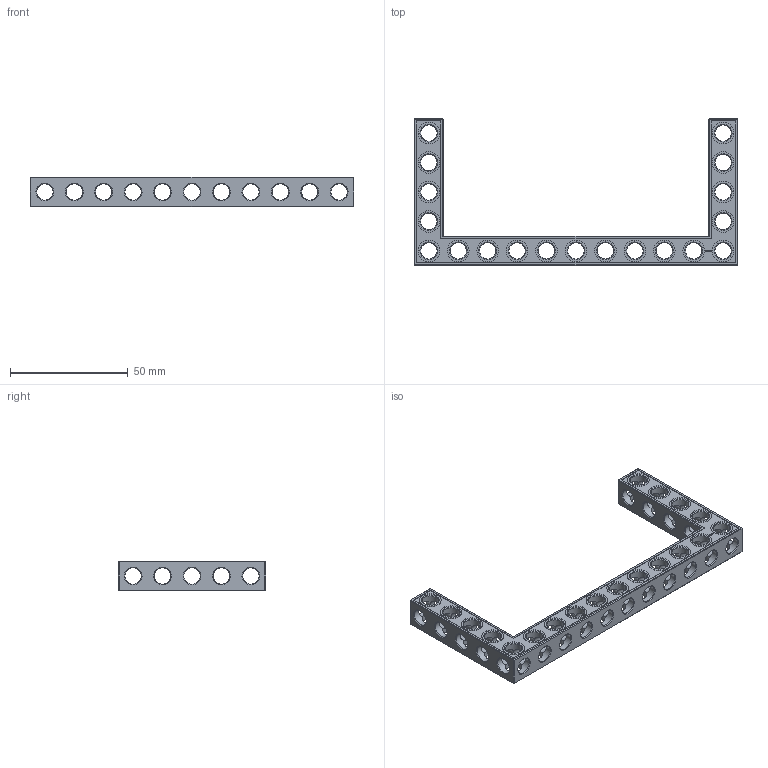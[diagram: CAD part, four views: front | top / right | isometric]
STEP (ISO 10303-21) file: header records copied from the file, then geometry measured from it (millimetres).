
FILE_DESCRIPTION(('FreeCAD Model'),'2;1');
FILE_NAME('Open CASCADE Shape Model','2022-02-26T14:57:02',('Author'),( ''),'Open CASCADE STEP processor 7.5','FreeCAD','Unknown');
FILE_SCHEMA(('AUTOMOTIVE_DESIGN { 1 0 10303 214 1 1 1 1 }'));
Products named in the file (1): Beam AGD ESS USH SYM BU11x05x01 - SPN-BEM-0464 (stemfie.org)
Bounding box: 137.5 x 62.5 x 12.5 mm (x, y, z)
Volume: 18559.4 mm3; surface area: 16683.2 mm2
Topology: 1 solids, 1 shells, 734 faces, 2157 edges, 1403 vertices
Faces by surface type: plane 407, extrusion 134, cylinder 115, cone 78
Full cylindrical faces by diameter (mm): 6.98 x12, 7 x84, 9.2 x19
Entity records: 97014 total; most frequent: CARTESIAN_POINT 56110, DIRECTION 6751, VECTOR 4574, LINE 4440, ORIENTED_EDGE 4314, PCURVE 4314, DEFINITIONAL_REPRESENTATION 4314, EDGE_CURVE 2157
